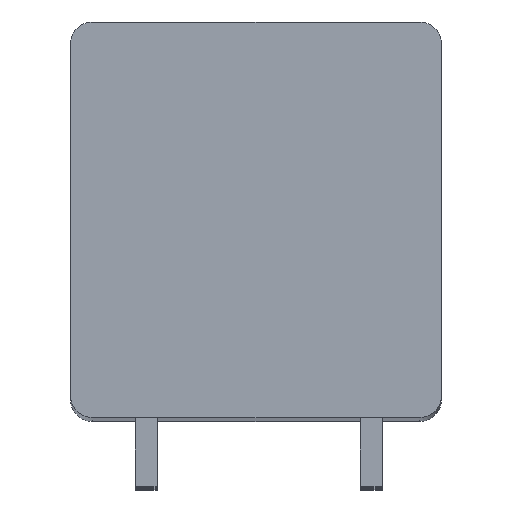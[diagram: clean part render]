
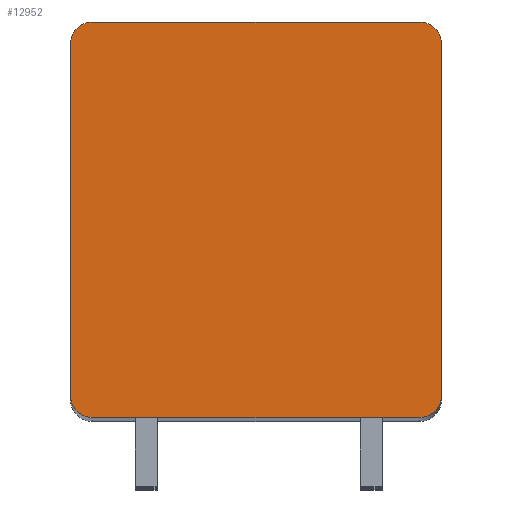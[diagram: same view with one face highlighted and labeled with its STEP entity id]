
A CAD part, top view. The second image highlights one B-rep face of the part: STEP entity #12952.
In plain terms, the highlighted planar face has unit normal (0, 0, 1).
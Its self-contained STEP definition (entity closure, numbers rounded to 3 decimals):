
#2212=CARTESIAN_POINT('',(-5.95,6.4,2.5));
#2213=DIRECTION('',(0.,0.,1.));
#2214=DIRECTION('',(0.,1.,0.));
#2215=AXIS2_PLACEMENT_3D('',#2212,#2213,#2214);
#2217=DIRECTION('',(-1.,0.,0.));
#2218=VECTOR('',#2217,11.9);
#2219=CARTESIAN_POINT('',(5.95,7.2,2.5));
#2220=LINE('',#2219,#2218);
#2221=CARTESIAN_POINT('',(5.95,6.4,2.5));
#2222=DIRECTION('',(0.,0.,1.));
#2223=DIRECTION('',(1.,0.,0.));
#2224=AXIS2_PLACEMENT_3D('',#2221,#2222,#2223);
#2226=DIRECTION('',(0.,1.,0.));
#2227=VECTOR('',#2226,12.8);
#2228=CARTESIAN_POINT('',(6.75,-6.4,2.5));
#2229=LINE('',#2228,#2227);
#2230=CARTESIAN_POINT('',(5.95,-6.4,2.5));
#2231=DIRECTION('',(0.,0.,1.));
#2232=DIRECTION('',(0.,-1.,0.));
#2233=AXIS2_PLACEMENT_3D('',#2230,#2231,#2232);
#2235=DIRECTION('',(1.,0.,0.));
#2236=VECTOR('',#2235,11.9);
#2237=CARTESIAN_POINT('',(-5.95,-7.2,2.5));
#2238=LINE('',#2237,#2236);
#2239=CARTESIAN_POINT('',(-5.95,-6.4,2.5));
#2240=DIRECTION('',(0.,0.,1.));
#2241=DIRECTION('',(-1.,0.,0.));
#2242=AXIS2_PLACEMENT_3D('',#2239,#2240,#2241);
#2244=DIRECTION('',(0.,-1.,0.));
#2245=VECTOR('',#2244,12.8);
#2246=CARTESIAN_POINT('',(-6.75,6.4,2.5));
#2247=LINE('',#2246,#2245);
#9275=CARTESIAN_POINT('',(-5.95,7.2,2.5));
#9276=VERTEX_POINT('',#9275);
#9277=CARTESIAN_POINT('',(-6.75,6.4,2.5));
#9278=VERTEX_POINT('',#9277);
#9283=CARTESIAN_POINT('',(6.75,6.4,2.5));
#9284=VERTEX_POINT('',#9283);
#9285=CARTESIAN_POINT('',(5.95,7.2,2.5));
#9286=VERTEX_POINT('',#9285);
#9291=CARTESIAN_POINT('',(-6.75,-6.4,2.5));
#9292=VERTEX_POINT('',#9291);
#9293=CARTESIAN_POINT('',(-5.95,-7.2,2.5));
#9294=VERTEX_POINT('',#9293);
#9299=CARTESIAN_POINT('',(5.95,-7.2,2.5));
#9300=VERTEX_POINT('',#9299);
#9301=CARTESIAN_POINT('',(6.75,-6.4,2.5));
#9302=VERTEX_POINT('',#9301);
#12937=CARTESIAN_POINT('',(0.,0.,2.5));
#12938=DIRECTION('',(0.,0.,1.));
#12939=DIRECTION('',(1.,0.,0.));
#12940=AXIS2_PLACEMENT_3D('',#12937,#12938,#12939);
#12941=PLANE('',#12940);
#12942=ORIENTED_EDGE('',*,*,#11649,.F.);
#12943=ORIENTED_EDGE('',*,*,#11665,.F.);
#12944=ORIENTED_EDGE('',*,*,#12062,.F.);
#12945=ORIENTED_EDGE('',*,*,#12077,.F.);
#12946=ORIENTED_EDGE('',*,*,#12410,.F.);
#12947=ORIENTED_EDGE('',*,*,#12423,.F.);
#12948=ORIENTED_EDGE('',*,*,#12758,.F.);
#12949=ORIENTED_EDGE('',*,*,#12770,.F.);
#12950=EDGE_LOOP('',(#12942,#12943,#12944,#12945,#12946,#12947,#12948,#12949));
#12951=FACE_OUTER_BOUND('',#12950,.F.);
#2216=CIRCLE('',#2215,0.8);
#2225=CIRCLE('',#2224,0.8);
#2234=CIRCLE('',#2233,0.8);
#2243=CIRCLE('',#2242,0.8);
#11649=EDGE_CURVE('',#9276,#9278,#2216,.T.);
#11665=EDGE_CURVE('',#9286,#9276,#2220,.T.);
#12062=EDGE_CURVE('',#9284,#9286,#2225,.T.);
#12077=EDGE_CURVE('',#9302,#9284,#2229,.T.);
#12410=EDGE_CURVE('',#9300,#9302,#2234,.T.);
#12423=EDGE_CURVE('',#9294,#9300,#2238,.T.);
#12758=EDGE_CURVE('',#9292,#9294,#2243,.T.);
#12770=EDGE_CURVE('',#9278,#9292,#2247,.T.);
#12952=ADVANCED_FACE('',(#12951),#12941,.T.);
